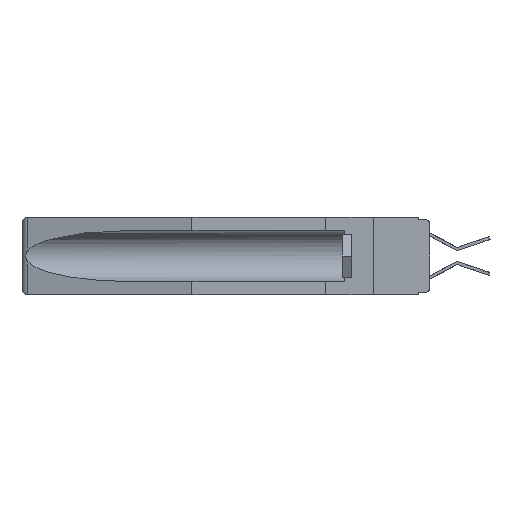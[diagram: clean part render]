
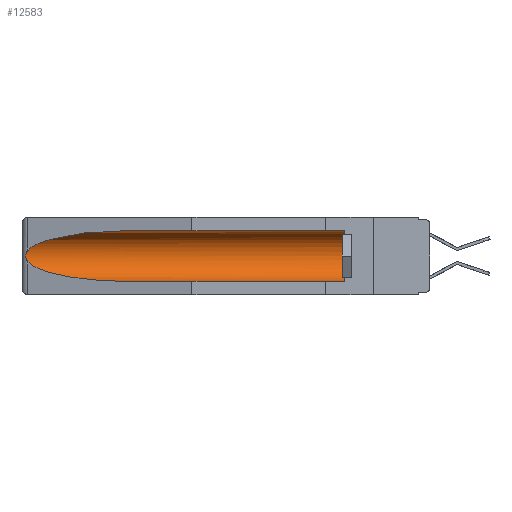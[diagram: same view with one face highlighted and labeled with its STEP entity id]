
A CAD part, left-side view. The second image highlights one B-rep face of the part: STEP entity #12583.
In plain terms, the highlighted cylindrical face has radius 2.857 mm (diameter 5.715 mm), a partial arc.
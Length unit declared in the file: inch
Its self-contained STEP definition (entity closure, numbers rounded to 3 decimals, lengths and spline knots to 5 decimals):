
#156 = AXIS2_PLACEMENT_3D ( 'NONE', #23259, #23346, #8047 ) ;
#1520 = CARTESIAN_POINT ( 'NONE',  ( 0.21114, 1.30732, -0.284 ) ) ;
#1817 = ORIENTED_EDGE ( 'NONE', *, *, #23698, .T. ) ;
#2437 = CARTESIAN_POINT ( 'NONE',  ( 0.155, 1.07973, -0.059 ) ) ;
#3530 = CARTESIAN_POINT ( 'NONE',  ( 0.26537, 1.52718, -0.14972 ) ) ;
#4449 = VERTEX_POINT ( 'NONE', #23778 ) ;
#4716 = ORIENTED_EDGE ( 'NONE', *, *, #14465, .T. ) ;
#5038 = VECTOR ( 'NONE', #10986, 39.37008 ) ;
#5070 = EDGE_CURVE ( 'NONE', #13002, #26737, #21311, .T. ) ;
#5221 = AXIS2_PLACEMENT_3D ( 'NONE', #16349, #25155, #21061 ) ;
#5497 = EDGE_CURVE ( 'NONE', #6484, #4449, #15940, .T. ) ;
#5786 = CARTESIAN_POINT ( 'NONE',  ( 0.25451, 1.48313, -0.24835 ) ) ;
#6427 = CARTESIAN_POINT ( 'NONE',  ( 0.155, -0.30754, -0.284 ) ) ;
#6484 = VERTEX_POINT ( 'NONE', #10359 ) ;
#7497 = CARTESIAN_POINT ( 'NONE',  ( 0.2673, 1.5327, -0.16383 ) ) ;
#7562 = CARTESIAN_POINT ( 'NONE',  ( 0.21114, 1.30732, -0.059 ) ) ;
#7592 = CARTESIAN_POINT ( 'NONE',  ( 0.2673, 1.53269, -0.17917 ) ) ;
#8047 = DIRECTION ( 'NONE',  ( 0., 0., 1. ) ) ;
#9284 = VECTOR ( 'NONE', #25683, 39.37008 ) ;
#9465 = B_SPLINE_CURVE_WITH_KNOTS ( 'NONE', 3,
 ( #9877, #18533, #20424, #7497, #11878, #27078, #7592, #22803, #11979, #14081 ),
 .UNSPECIFIED., .F., .F.,
 ( 4, 2, 2, 2, 4 ),
 ( 0., 0.00029, 0.00058, 0.00087, 0.00117 ),
 .UNSPECIFIED. ) ;
#9877 = CARTESIAN_POINT ( 'NONE',  ( 0.26537, 1.52718, -0.14972 ) ) ;
#9954 = VERTEX_POINT ( 'NONE', #21591 ) ;
#10359 = CARTESIAN_POINT ( 'NONE',  ( 0.155, 0.126, -0.284 ) ) ;
#10986 = DIRECTION ( 'NONE',  ( 0., 1., 0. ) ) ;
#11549 = CARTESIAN_POINT ( 'NONE',  ( 0.25451, 1.48313, -0.09465 ) ) ;
#11878 = CARTESIAN_POINT ( 'NONE',  ( 0.2675, 1.53308, -0.16763 ) ) ;
#11979 = CARTESIAN_POINT ( 'NONE',  ( 0.26597, 1.5296, -0.19026 ) ) ;
#12583 = ADVANCED_FACE ( 'NONE', ( #27775 ), #24354, .F. ) ;
#12989 = ORIENTED_EDGE ( 'NONE', *, *, #18383, .T. ) ;
#13002 = VERTEX_POINT ( 'NONE', #2437 ) ;
#13326 =( BOUNDED_CURVE ( )  B_SPLINE_CURVE ( 3, ( #18799, #5786, #1520, #21246 ),
 .UNSPECIFIED., .F., .F. ) 
 B_SPLINE_CURVE_WITH_KNOTS ( ( 4, 4 ),
 ( 0.1948, 1.5708 ),
 .UNSPECIFIED. ) 
 CURVE ( )  GEOMETRIC_REPRESENTATION_ITEM ( )  RATIONAL_B_SPLINE_CURVE ( ( 1., 0.848, 0.848, 1. ) ) 
 REPRESENTATION_ITEM ( '' )  );
#14081 = CARTESIAN_POINT ( 'NONE',  ( 0.26537, 1.52718, -0.19328 ) ) ;
#14465 = EDGE_CURVE ( 'NONE', #6484, #19867, #20189, .T. ) ;
#15940 = LINE ( 'NONE', #6427, #5038 ) ;
#16349 = CARTESIAN_POINT ( 'NONE',  ( 0.155, 0.126, -0.1715 ) ) ;
#17878 = CARTESIAN_POINT ( 'NONE',  ( 0.155, 0.126, -0.059 ) ) ;
#18302 = CARTESIAN_POINT ( 'NONE',  ( 0.26537, 1.52718, -0.14972 ) ) ;
#18383 = EDGE_CURVE ( 'NONE', #26737, #9954, #9465, .T. ) ;
#18533 = CARTESIAN_POINT ( 'NONE',  ( 0.26597, 1.52961, -0.15275 ) ) ;
#18799 = CARTESIAN_POINT ( 'NONE',  ( 0.26537, 1.52718, -0.19328 ) ) ;
#19647 = ORIENTED_EDGE ( 'NONE', *, *, #5070, .T. ) ;
#19867 = VERTEX_POINT ( 'NONE', #17878 ) ;
#20189 = CIRCLE ( 'NONE', #5221, 0.1125 ) ;
#20424 = CARTESIAN_POINT ( 'NONE',  ( 0.26654, 1.53092, -0.15636 ) ) ;
#21061 = DIRECTION ( 'NONE',  ( 0., 0., 1. ) ) ;
#21246 = CARTESIAN_POINT ( 'NONE',  ( 0.155, 1.07973, -0.284 ) ) ;
#21311 =( BOUNDED_CURVE ( )  B_SPLINE_CURVE ( 3, ( #26670, #7562, #11549, #18302 ),
 .UNSPECIFIED., .F., .F. ) 
 B_SPLINE_CURVE_WITH_KNOTS ( ( 4, 4 ),
 ( 4.71239, 6.08839 ),
 .UNSPECIFIED. ) 
 CURVE ( )  GEOMETRIC_REPRESENTATION_ITEM ( )  RATIONAL_B_SPLINE_CURVE ( ( 1., 0.848, 0.848, 1. ) ) 
 REPRESENTATION_ITEM ( '' )  );
#21591 = CARTESIAN_POINT ( 'NONE',  ( 0.26537, 1.52718, -0.19328 ) ) ;
#22083 = ORIENTED_EDGE ( 'NONE', *, *, #5497, .F. ) ;
#22356 = EDGE_CURVE ( 'NONE', #19867, #13002, #26631, .T. ) ;
#22748 = CARTESIAN_POINT ( 'NONE',  ( 0.155, -0.30754, -0.059 ) ) ;
#22803 = CARTESIAN_POINT ( 'NONE',  ( 0.26655, 1.53094, -0.18657 ) ) ;
#23259 = CARTESIAN_POINT ( 'NONE',  ( 0.155, -0.30754, -0.1715 ) ) ;
#23346 = DIRECTION ( 'NONE',  ( 0., 1., 0. ) ) ;
#23698 = EDGE_CURVE ( 'NONE', #9954, #4449, #13326, .T. ) ;
#23778 = CARTESIAN_POINT ( 'NONE',  ( 0.155, 1.07973, -0.284 ) ) ;
#24354 = CYLINDRICAL_SURFACE ( 'NONE', #156, 0.1125 ) ;
#25155 = DIRECTION ( 'NONE',  ( 0., -1., 0. ) ) ;
#25683 = DIRECTION ( 'NONE',  ( 0., 1., 0. ) ) ;
#26631 = LINE ( 'NONE', #22748, #9284 ) ;
#26670 = CARTESIAN_POINT ( 'NONE',  ( 0.155, 1.07973, -0.059 ) ) ;
#26737 = VERTEX_POINT ( 'NONE', #3530 ) ;
#27078 = CARTESIAN_POINT ( 'NONE',  ( 0.2675, 1.53308, -0.17534 ) ) ;
#27255 = EDGE_LOOP ( 'NONE', ( #19647, #12989, #1817, #22083, #4716, #27458 ) ) ;
#27458 = ORIENTED_EDGE ( 'NONE', *, *, #22356, .T. ) ;
#27775 = FACE_OUTER_BOUND ( 'NONE', #27255, .T. ) ;
